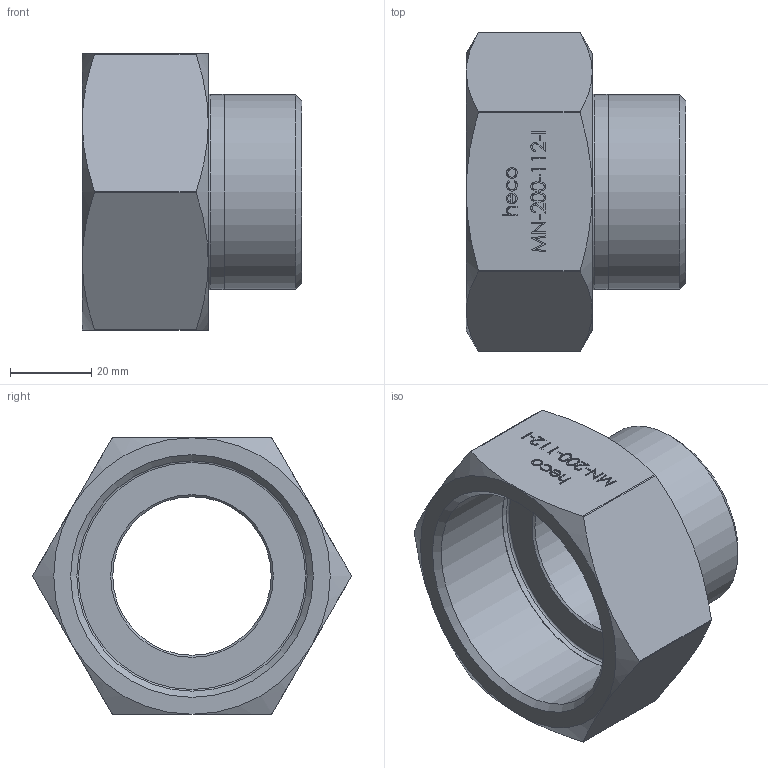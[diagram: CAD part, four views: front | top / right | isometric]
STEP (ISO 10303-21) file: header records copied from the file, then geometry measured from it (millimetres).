
FILE_DESCRIPTION (( 'STEP AP214' ), '1' );
FILE_NAME ('heco_MN-200-112-I.STEP', '2016-06-22T08:25:09', ( '' ), ( '' ), 'SwSTEP 2.0', 'SolidWorks 2011', '' );
FILE_SCHEMA (( 'AUTOMOTIVE_DESIGN' ));
Length unit declared in the file: millimetre
Products named in the file (1): heco_MN-200-112-I
Bounding box: 54 x 78.43 x 68 mm (x, y, z)
Volume: 66968.3 mm3; surface area: 23618 mm2
Topology: 1 solids, 1 shells, 202 faces, 512 edges, 336 vertices
Faces by surface type: plane 108, bspline 65, cone 16, cylinder 11, torus 2
Full cylindrical faces by diameter (mm): 39 x1, 47.803 x1, 48.003 x1, 56.656 x1, 56.856 x1
Entity records: 10318 total; most frequent: CARTESIAN_POINT 5489, ORIENTED_EDGE 998, DIRECTION 637, EDGE_CURVE 499, VERTEX_POINT 334, LINE 305, VECTOR 305, EDGE_LOOP 239
